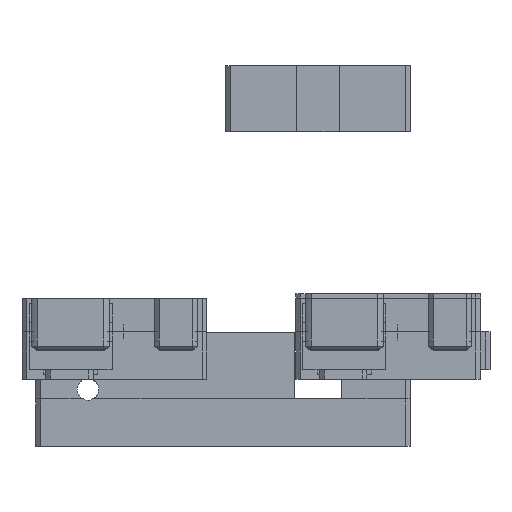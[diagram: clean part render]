
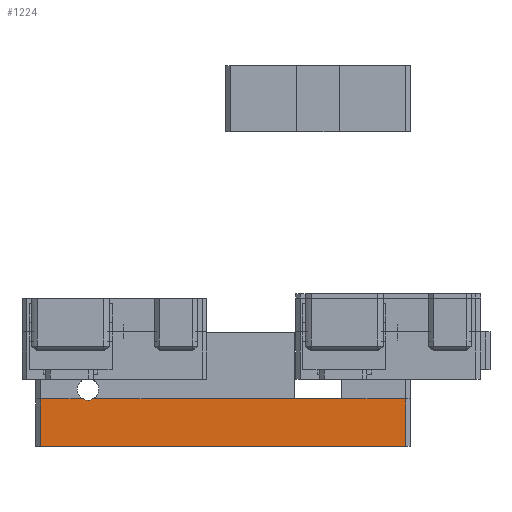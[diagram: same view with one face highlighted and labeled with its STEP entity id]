
A CAD part, front view. The second image highlights one B-rep face of the part: STEP entity #1224.
In plain terms, the highlighted planar face has unit normal (0, -1, 0).
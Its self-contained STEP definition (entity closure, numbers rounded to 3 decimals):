
#1224=ADVANCED_FACE('',(#2954),#26566,.T.);
#2954=FACE_OUTER_BOUND('',#4717,.T.);
#4717=EDGE_LOOP('',(#10885,#10886,#10887,#10888,#10889,#10890,#10891,#10892));
#10885=ORIENTED_EDGE('',*,*,#16990,.T.);
#10886=ORIENTED_EDGE('',*,*,#16771,.F.);
#10887=ORIENTED_EDGE('',*,*,#16916,.T.);
#10888=ORIENTED_EDGE('',*,*,#16909,.T.);
#10889=ORIENTED_EDGE('',*,*,#16917,.T.);
#10890=ORIENTED_EDGE('',*,*,#16972,.F.);
#10891=ORIENTED_EDGE('',*,*,#16973,.F.);
#10892=ORIENTED_EDGE('',*,*,#17000,.F.);
#16771=EDGE_CURVE('',#24330,#24461,#21406,.T.);
#16909=EDGE_CURVE('',#24422,#24421,#21502,.T.);
#16916=EDGE_CURVE('',#24330,#24422,#21509,.T.);
#16917=EDGE_CURVE('',#24421,#24331,#21510,.T.);
#16972=EDGE_CURVE('',#24451,#24331,#21565,.T.);
#16973=EDGE_CURVE('',#24452,#24451,#21566,.T.);
#16990=EDGE_CURVE('',#24460,#24461,#18871,.T.);
#17000=EDGE_CURVE('',#24460,#24452,#21574,.T.);
#18871=(
BOUNDED_CURVE()
B_SPLINE_CURVE(2,(#46155,#46156,#46157),.UNSPECIFIED.,.F.,.F.)
B_SPLINE_CURVE_WITH_KNOTS((3,3),(-13.405,-11.335),
 .UNSPECIFIED.)
CURVE()
GEOMETRIC_REPRESENTATION_ITEM()
RATIONAL_B_SPLINE_CURVE((1.,0.889,1.))
REPRESENTATION_ITEM('')
);
#21406=B_SPLINE_CURVE_WITH_KNOTS('',1,(#45526,#45527),.UNSPECIFIED.,.F.,
 .F.,(2,2),(-161.414,-152.445),.UNSPECIFIED.);
#21502=B_SPLINE_CURVE_WITH_KNOTS('',1,(#45972,#45973),.UNSPECIFIED.,.F.,
 .F.,(2,2),(80.,117.),.UNSPECIFIED.);
#21509=B_SPLINE_CURVE_WITH_KNOTS('',1,(#45986,#45987),.UNSPECIFIED.,.F.,
 .F.,(2,2),(0.,10.),.UNSPECIFIED.);
#21510=B_SPLINE_CURVE_WITH_KNOTS('',1,(#45988,#45989),.UNSPECIFIED.,.F.,
 .F.,(2,2),(0.,10.),.UNSPECIFIED.);
#21565=B_SPLINE_CURVE_WITH_KNOTS('',1,(#46098,#46099),.UNSPECIFIED.,.F.,
 .F.,(2,2),(-97.914,-84.414),.UNSPECIFIED.);
#21566=B_SPLINE_CURVE_WITH_KNOTS('',1,(#46100,#46101),.UNSPECIFIED.,.F.,
 .F.,(2,2),(-107.914,-97.914),.UNSPECIFIED.);
#21574=B_SPLINE_CURVE_WITH_KNOTS('',1,(#46190,#46191),.UNSPECIFIED.,.F.,
 .F.,(2,2),(-150.383,-107.914),.UNSPECIFIED.);
#24330=VERTEX_POINT('',#45370);
#24331=VERTEX_POINT('',#45371);
#24421=VERTEX_POINT('',#45461);
#24422=VERTEX_POINT('',#45462);
#24451=VERTEX_POINT('',#45491);
#24452=VERTEX_POINT('',#45492);
#24460=VERTEX_POINT('',#45500);
#24461=VERTEX_POINT('',#45501);
#26566=PLANE('',#27812);
#27812=AXIS2_PLACEMENT_3D('',#45315,#29041,$);
#29041=DIRECTION('',(0.,-1.,0.));
#45315=CARTESIAN_POINT('',(-70.308,147.5,-14.163));
#45370=CARTESIAN_POINT('',(-70.308,147.5,-4.163));
#45371=CARTESIAN_POINT('',(6.692,147.5,-4.163));
#45461=CARTESIAN_POINT('',(6.692,147.5,-14.163));
#45462=CARTESIAN_POINT('',(-70.308,147.5,-14.163));
#45491=CARTESIAN_POINT('',(-6.808,147.5,-4.163));
#45492=CARTESIAN_POINT('',(-16.808,147.5,-4.163));
#45500=CARTESIAN_POINT('',(-59.277,147.5,-4.163));
#45501=CARTESIAN_POINT('',(-61.338,147.5,-4.163));
#45526=CARTESIAN_POINT('',(-70.308,147.5,-4.163));
#45527=CARTESIAN_POINT('',(-61.338,147.5,-4.163));
#45972=CARTESIAN_POINT('',(-70.308,147.5,-14.163));
#45973=CARTESIAN_POINT('',(6.692,147.5,-14.163));
#45986=CARTESIAN_POINT('',(-70.308,147.5,-4.163));
#45987=CARTESIAN_POINT('',(-70.308,147.5,-14.163));
#45988=CARTESIAN_POINT('',(6.692,147.5,-14.163));
#45989=CARTESIAN_POINT('',(6.692,147.5,-4.163));
#46098=CARTESIAN_POINT('',(-6.808,147.5,-4.163));
#46099=CARTESIAN_POINT('',(6.692,147.5,-4.163));
#46100=CARTESIAN_POINT('',(-16.808,147.5,-4.163));
#46101=CARTESIAN_POINT('',(-6.808,147.5,-4.163));
#46155=CARTESIAN_POINT('',(-59.277,147.5,-4.163));
#46156=CARTESIAN_POINT('',(-60.308,147.5,-4.694));
#46157=CARTESIAN_POINT('',(-61.338,147.5,-4.163));
#46190=CARTESIAN_POINT('',(-59.277,147.5,-4.163));
#46191=CARTESIAN_POINT('',(-16.808,147.5,-4.163));
